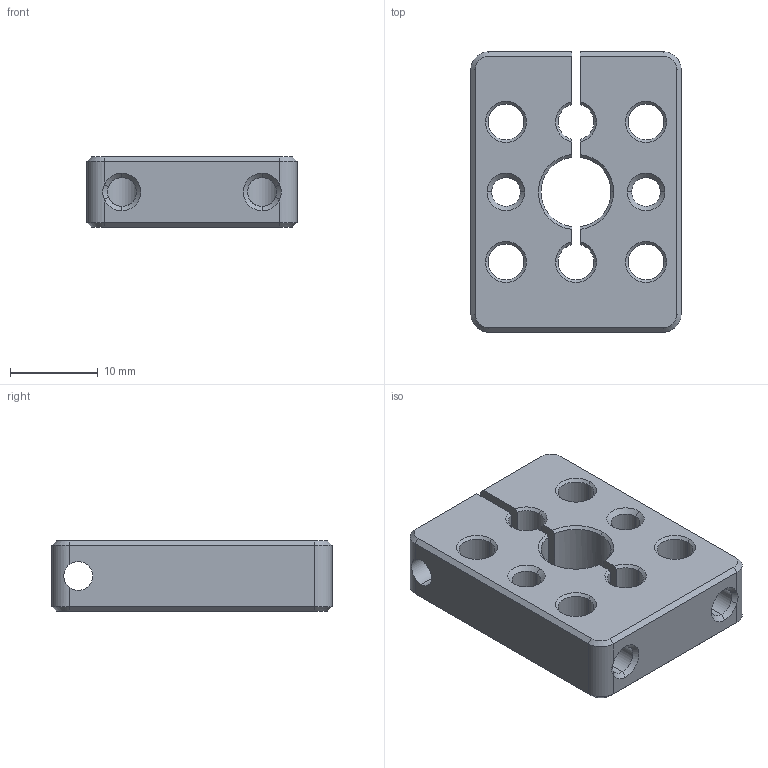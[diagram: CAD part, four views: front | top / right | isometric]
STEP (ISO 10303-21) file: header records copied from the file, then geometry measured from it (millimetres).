
FILE_DESCRIPTION (( 'STEP AP214' ), '1' );
FILE_NAME ('Shaft Claming Hub 8mm粣標踡ん.step', '2016-10-28T04:09:56', ( 'dell' ), ( '' ), 'SwSTEP 2.0', 'SolidWorks 2013', '' );
FILE_SCHEMA (( 'AUTOMOTIVE_DESIGN' ));
Length unit declared in the file: millimetre
Products named in the file (1): Shaft Claming Hub 8mm粣標踡ん
Bounding box: 24 x 32 x 8 mm (x, y, z)
Volume: 4437.1 mm3; surface area: 3401.3 mm2
Topology: 1 solids, 1 shells, 110 faces, 286 edges, 174 vertices
Faces by surface type: cone 52, cylinder 33, plane 23, bspline 2
Entity records: 3858 total; most frequent: CARTESIAN_POINT 969, DIRECTION 590, ORIENTED_EDGE 572, EDGE_CURVE 286, AXIS2_PLACEMENT_3D 229, VERTEX_POINT 174, VECTOR 132, LINE 132
